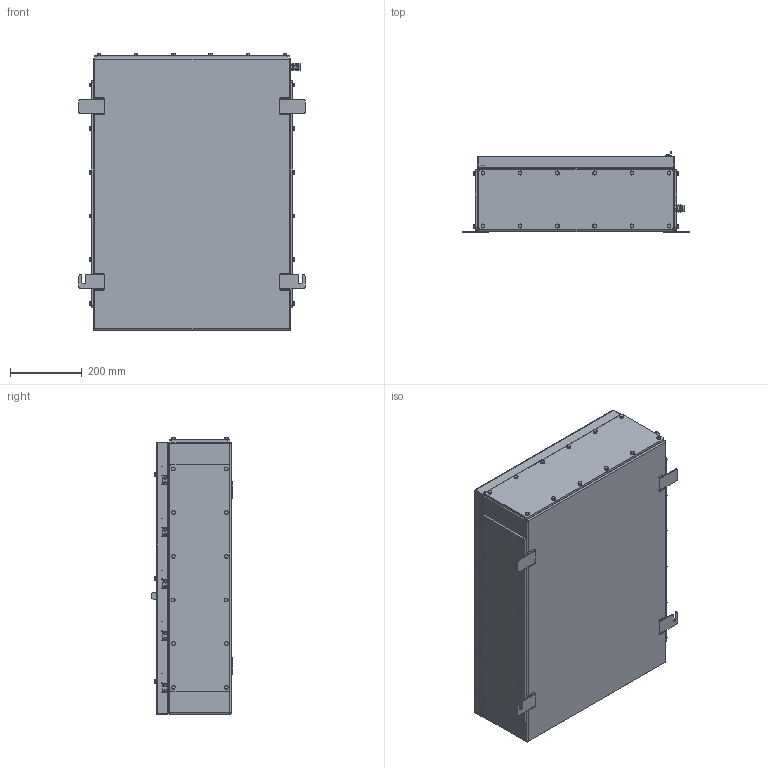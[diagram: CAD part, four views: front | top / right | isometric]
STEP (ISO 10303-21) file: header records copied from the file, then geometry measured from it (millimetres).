
FILE_DESCRIPTION(/* description */ (''),/* implementation_level */ '2;1');
FILE_NAME(/* name */ '920710_ZS7_3GP_210.stp',/* time_stamp */ '2023-07-24T17:33:15+05:00',/* author */ ('pradhakrishnan'),/* organization */ (''),/* preprocessor_version */ 'ST-DEVELOPER v18',/* originating_system */ 'Autodesk Inventor 2020',/* authorisation */ '');
FILE_SCHEMA (('AUTOMOTIVE_DESIGN { 1 0 10303 214 3 1 1 }'));
Products named in the file (1): 920710_ZS7_3GP_210
Bounding box: 631.4 x 228 x 771.6 mm (x, y, z)
Volume: 87662998.4 mm3; surface area: 1738916.4 mm2
Topology: 5 solids, 5 shells, 1677 faces, 4311 edges, 2732 vertices
Faces by surface type: plane 902, cylinder 449, cone 252, bspline 53, torus 11, sphere 10
Full cylindrical faces by diameter (mm): 5.459 x36, 6.05 x5, 7.9 x5, 8 x10, 8.7 x39, 10 x5, 12.5 x3, 16 x1
Entity records: 54035 total; most frequent: CARTESIAN_POINT 12024, ORIENTED_EDGE 8632, DIRECTION 8423, EDGE_CURVE 4316, AXIS2_PLACEMENT_3D 3160, VERTEX_POINT 2746, LINE 2103, VECTOR 2103
